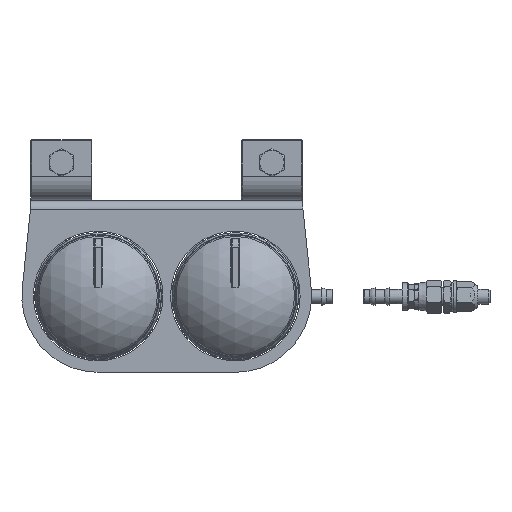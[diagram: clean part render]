
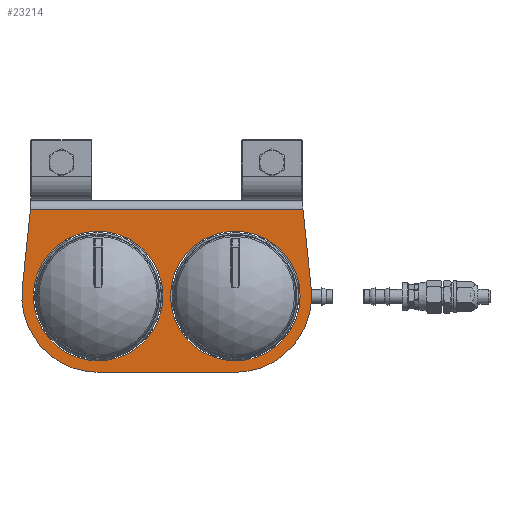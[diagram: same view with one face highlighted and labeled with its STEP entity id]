
A CAD part, top view. The second image highlights one B-rep face of the part: STEP entity #23214.
In plain terms, the highlighted planar face has unit normal (0, 0, 1).
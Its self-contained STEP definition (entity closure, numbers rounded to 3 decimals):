
#1056=FACE_BOUND('',#4386,.T.);
#1057=FACE_BOUND('',#4387,.T.);
#1184=PLANE('',#25363);
#2793=FACE_OUTER_BOUND('',#4385,.T.);
#4385=EDGE_LOOP('',(#15917,#15918,#15919,#15920,#15921,#15922));
#4386=EDGE_LOOP('',(#15923));
#4387=EDGE_LOOP('',(#15924));
#5986=LINE('',#35148,#7015);
#6102=LINE('',#36408,#7131);
#6103=LINE('',#36412,#7132);
#6104=LINE('',#36415,#7133);
#7015=VECTOR('',#28161,10.);
#7131=VECTOR('',#28547,10.);
#7132=VECTOR('',#28550,10.);
#7133=VECTOR('',#28553,10.);
#8118=CIRCLE('',#25364,50.);
#8119=CIRCLE('',#25365,50.);
#8120=CIRCLE('',#25366,42.5);
#8121=CIRCLE('',#25367,42.5);
#9596=VERTEX_POINT('',#35007);
#9604=VERTEX_POINT('',#35122);
#9731=VERTEX_POINT('',#36407);
#9732=VERTEX_POINT('',#36409);
#9733=VERTEX_POINT('',#36411);
#9734=VERTEX_POINT('',#36413);
#9735=VERTEX_POINT('',#36416);
#9736=VERTEX_POINT('',#36418);
#11817=EDGE_CURVE('',#9604,#9596,#5986,.T.);
#12015=EDGE_CURVE('',#9731,#9596,#6102,.T.);
#12016=EDGE_CURVE('',#9732,#9731,#8118,.T.);
#12017=EDGE_CURVE('',#9733,#9732,#6103,.T.);
#12018=EDGE_CURVE('',#9734,#9733,#8119,.T.);
#12019=EDGE_CURVE('',#9604,#9734,#6104,.T.);
#12020=EDGE_CURVE('',#9735,#9735,#8120,.T.);
#12021=EDGE_CURVE('',#9736,#9736,#8121,.T.);
#15917=ORIENTED_EDGE('',*,*,#11817,.T.);
#15918=ORIENTED_EDGE('',*,*,#12015,.F.);
#15919=ORIENTED_EDGE('',*,*,#12016,.F.);
#15920=ORIENTED_EDGE('',*,*,#12017,.F.);
#15921=ORIENTED_EDGE('',*,*,#12018,.F.);
#15922=ORIENTED_EDGE('',*,*,#12019,.F.);
#15923=ORIENTED_EDGE('',*,*,#12020,.T.);
#15924=ORIENTED_EDGE('',*,*,#12021,.T.);
#23214=ADVANCED_FACE('',(#2793,#1056,#1057),#1184,.F.);
#25363=AXIS2_PLACEMENT_3D('',#36406,#28545,#28546);
#25364=AXIS2_PLACEMENT_3D('',#36410,#28548,#28549);
#25365=AXIS2_PLACEMENT_3D('',#36414,#28551,#28552);
#25366=AXIS2_PLACEMENT_3D('',#36417,#28554,#28555);
#25367=AXIS2_PLACEMENT_3D('',#36419,#28556,#28557);
#28161=DIRECTION('',(-1.,0.,0.));
#28545=DIRECTION('center_axis',(0.,0.,
-1.));
#28546=DIRECTION('ref_axis',(1.,0.,0.));
#28547=DIRECTION('',(0.104,0.995,0.));
#28548=DIRECTION('center_axis',(0.,0.,
-1.));
#28549=DIRECTION('ref_axis',(0.,-1.,0.));
#28550=DIRECTION('',(-1.,0.,0.));
#28551=DIRECTION('center_axis',(0.,0.,
-1.));
#28552=DIRECTION('ref_axis',(0.995,0.104,0.));
#28553=DIRECTION('',(0.104,-0.995,0.));
#28554=DIRECTION('center_axis',(0.,0.,
-1.));
#28555=DIRECTION('ref_axis',(-1.,0.,0.));
#28556=DIRECTION('center_axis',(0.,0.,
-1.));
#28557=DIRECTION('ref_axis',(-1.,0.,0.));
#35007=CARTESIAN_POINT('',(5.645,100.607,129.214));
#35122=CARTESIAN_POINT('',(184.355,100.607,129.214));
#35148=CARTESIAN_POINT('',(139.677,100.607,129.214));
#36406=CARTESIAN_POINT('Origin',(95.,162.993,129.214));
#36407=CARTESIAN_POINT('',(0.271,49.199,129.214));
#36408=CARTESIAN_POINT('',(0.271,49.199,129.214));
#36409=CARTESIAN_POINT('',(50.,-6.,129.214));
#36410=CARTESIAN_POINT('Origin',(50.,44.,129.214));
#36411=CARTESIAN_POINT('',(140.,-6.,129.214));
#36412=CARTESIAN_POINT('',(140.,-6.,129.214));
#36413=CARTESIAN_POINT('',(189.729,49.199,129.214));
#36414=CARTESIAN_POINT('Origin',(140.,44.,129.214));
#36415=CARTESIAN_POINT('',(184.,104.,129.214));
#36416=CARTESIAN_POINT('',(92.5,44.,129.214));
#36417=CARTESIAN_POINT('Origin',(50.,44.,129.214));
#36418=CARTESIAN_POINT('',(182.5,44.,129.214));
#36419=CARTESIAN_POINT('Origin',(140.,44.,129.214));
